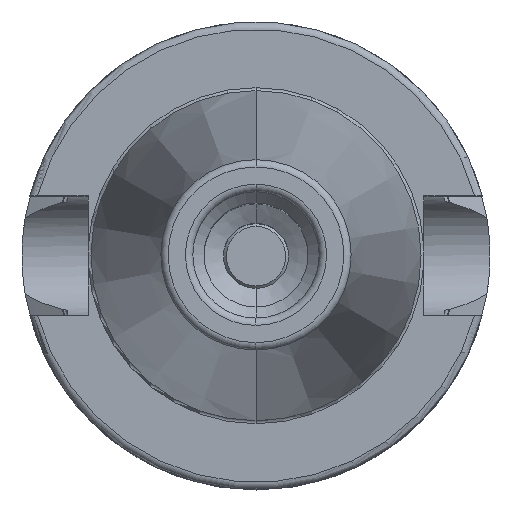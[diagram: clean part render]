
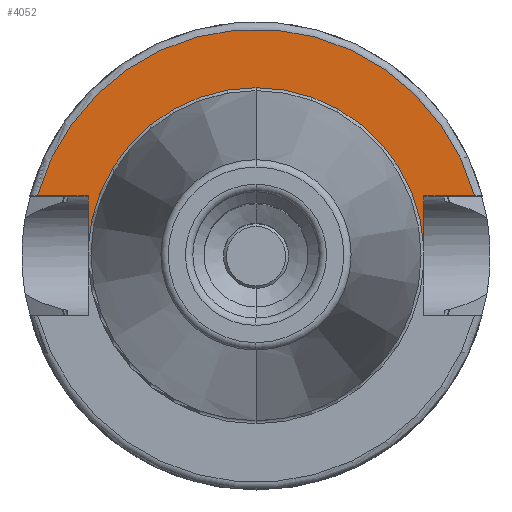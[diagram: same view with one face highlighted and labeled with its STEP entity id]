
A CAD part, top view. The second image highlights one B-rep face of the part: STEP entity #4052.
In plain terms, the highlighted planar face has unit normal (0, 0, 1).
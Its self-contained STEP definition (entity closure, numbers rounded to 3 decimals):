
#1154=DIRECTION('',(0,1,0));
#1155=VECTOR('',#1154,6.987);
#1156=CARTESIAN_POINT('',(-22.6,1.063,25));
#1157=LINE('',#1156,#1155);
#1158=DIRECTION('',(1,0,0));
#1159=VECTOR('',#1158,6.818);
#1160=CARTESIAN_POINT('',(-29.418,8.05,25));
#1161=LINE('',#1160,#1159);
#1162=DIRECTION('',(-1,0,0));
#1163=VECTOR('',#1162,6.818);
#1164=CARTESIAN_POINT('',(29.418,8.05,25));
#1165=LINE('',#1164,#1163);
#1166=DIRECTION('',(0,-1,0));
#1167=VECTOR('',#1166,6.987);
#1168=CARTESIAN_POINT('',(22.6,8.05,25));
#1169=LINE('',#1168,#1167);
#1176=CARTESIAN_POINT('',(0,0,25));
#1177=DIRECTION('',(0,0,1));
#1178=DIRECTION('',(0,1,0));
#1179=AXIS2_PLACEMENT_3D('',#1176,#1177,#1178);
#1207=CARTESIAN_POINT('',(0,0,25));
#1208=DIRECTION('',(0,0,-1));
#1209=DIRECTION('',(0,1,0));
#1210=AXIS2_PLACEMENT_3D('',#1207,#1208,#1209);
#1259=CARTESIAN_POINT('',(0,0,25));
#1260=DIRECTION('',(0,0,1));
#1261=DIRECTION('',(0.965,0.264,0));
#1262=AXIS2_PLACEMENT_3D('',#1259,#1260,#1261);
#2301=CARTESIAN_POINT('',(-22.6,1.063,25));
#2302=CARTESIAN_POINT('',(-22.6,8.05,25));
#2303=VERTEX_POINT('',#2301);
#2304=VERTEX_POINT('',#2302);
#2305=CARTESIAN_POINT('',(-29.418,8.05,25));
#2306=VERTEX_POINT('',#2305);
#2307=CARTESIAN_POINT('',(22.6,8.05,25));
#2308=CARTESIAN_POINT('',(22.6,1.063,25));
#2309=VERTEX_POINT('',#2307);
#2310=VERTEX_POINT('',#2308);
#2317=CARTESIAN_POINT('',(29.418,8.05,25));
#2318=VERTEX_POINT('',#2317);
#2365=CARTESIAN_POINT('',(0,22.625,25));
#2367=VERTEX_POINT('',#2365);
#4033=CARTESIAN_POINT('',(0,0,25));
#4034=DIRECTION('',(0,0,-1));
#4035=DIRECTION('',(0,-1,0));
#4036=AXIS2_PLACEMENT_3D('',#4033,#4034,#4035);
#4037=PLANE('',#4036);
#4038=ORIENTED_EDGE('',*,*,#3790,.T.);
#4039=ORIENTED_EDGE('',*,*,#3819,.F.);
#4041=ORIENTED_EDGE('',*,*,#4040,.F.);
#4043=ORIENTED_EDGE('',*,*,#4042,.T.);
#4045=ORIENTED_EDGE('',*,*,#4044,.T.);
#4047=ORIENTED_EDGE('',*,*,#4046,.F.);
#4049=ORIENTED_EDGE('',*,*,#4048,.T.);
#4050=EDGE_LOOP('',(#4038,#4039,#4041,#4043,#4045,#4047,#4049));
#4051=FACE_OUTER_BOUND('',#4050,.F.);
#4052=ADVANCED_FACE('',(#4051),#4037,.F.);
#1180=CIRCLE('',#1179,22.625);
#1211=CIRCLE('',#1210,22.625);
#1263=CIRCLE('',#1262,30.5);
#3790=EDGE_CURVE('',#2303,#2304,#1157,.T.);
#3819=EDGE_CURVE('',#2306,#2304,#1161,.T.);
#4040=EDGE_CURVE('',#2318,#2306,#1263,.T.);
#4042=EDGE_CURVE('',#2318,#2309,#1165,.T.);
#4044=EDGE_CURVE('',#2309,#2310,#1169,.T.);
#4046=EDGE_CURVE('',#2367,#2310,#1211,.T.);
#4048=EDGE_CURVE('',#2367,#2303,#1180,.T.);
